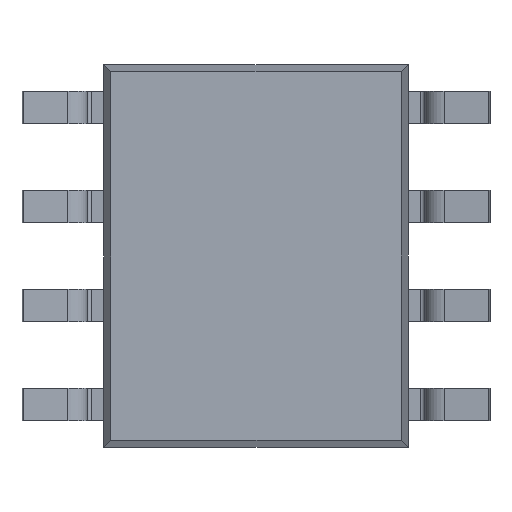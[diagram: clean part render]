
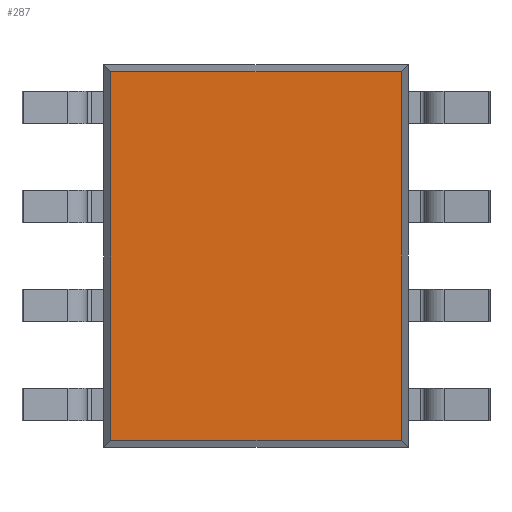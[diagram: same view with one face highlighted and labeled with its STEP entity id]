
A CAD part, front view. The second image highlights one B-rep face of the part: STEP entity #287.
In plain terms, the highlighted planar face has unit normal (0, -1, 0).
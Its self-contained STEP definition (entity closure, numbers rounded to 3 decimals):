
#48 = CARTESIAN_POINT ( 'NONE',  ( 1.86, 0.25, 2.36 ) ) ;
#139 = CARTESIAN_POINT ( 'NONE',  ( 1.86, 0.25, 2.45 ) ) ;
#152 = FACE_OUTER_BOUND ( 'NONE', #1219, .T. ) ;
#287 = ADVANCED_FACE ( 'NONE', ( #152 ), #2281, .T. ) ;
#407 = ORIENTED_EDGE ( 'NONE', *, *, #1068, .T. ) ;
#790 = CARTESIAN_POINT ( 'NONE',  ( 1.95, 0.25, -2.36 ) ) ;
#956 = EDGE_CURVE ( 'NONE', #3183, #1670, #2267, .T. ) ;
#1068 = EDGE_CURVE ( 'NONE', #1516, #3183, #2014, .T. ) ;
#1219 = EDGE_LOOP ( 'NONE', ( #2419, #2880, #2552, #407 ) ) ;
#1280 = LINE ( 'NONE', #1571, #2468 ) ;
#1366 = DIRECTION ( 'NONE',  ( 0., 0., -1. ) ) ;
#1408 = DIRECTION ( 'NONE',  ( 1., 0., 0. ) ) ;
#1444 = CARTESIAN_POINT ( 'NONE',  ( -1.95, 0.25, 2.36 ) ) ;
#1508 = CARTESIAN_POINT ( 'NONE',  ( -1.86, 0.25, 2.36 ) ) ;
#1516 = VERTEX_POINT ( 'NONE', #4028 ) ;
#1571 = CARTESIAN_POINT ( 'NONE',  ( -1.86, 0.25, -2.45 ) ) ;
#1627 = VECTOR ( 'NONE', #1408, 1000. ) ;
#1645 = CARTESIAN_POINT ( 'NONE',  ( 0., 0.25, 0. ) ) ;
#1670 = VERTEX_POINT ( 'NONE', #48 ) ;
#1723 = EDGE_CURVE ( 'NONE', #2671, #1516, #1280, .T. ) ;
#1990 = DIRECTION ( 'NONE',  ( 0., -1., 0. ) ) ;
#2014 = LINE ( 'NONE', #790, #1627 ) ;
#2267 = LINE ( 'NONE', #139, #2911 ) ;
#2281 = PLANE ( 'NONE',  #3256 ) ;
#2326 = DIRECTION ( 'NONE',  ( 0., 0., 1. ) ) ;
#2419 = ORIENTED_EDGE ( 'NONE', *, *, #956, .T. ) ;
#2468 = VECTOR ( 'NONE', #2877, 1000. ) ;
#2552 = ORIENTED_EDGE ( 'NONE', *, *, #1723, .T. ) ;
#2598 = EDGE_CURVE ( 'NONE', #1670, #2671, #2798, .T. ) ;
#2671 = VERTEX_POINT ( 'NONE', #1508 ) ;
#2798 = LINE ( 'NONE', #1444, #3072 ) ;
#2877 = DIRECTION ( 'NONE',  ( 0., 0., -1. ) ) ;
#2880 = ORIENTED_EDGE ( 'NONE', *, *, #2598, .T. ) ;
#2911 = VECTOR ( 'NONE', #2326, 1000. ) ;
#3072 = VECTOR ( 'NONE', #3111, 1000. ) ;
#3111 = DIRECTION ( 'NONE',  ( -1., 0., 0. ) ) ;
#3183 = VERTEX_POINT ( 'NONE', #3323 ) ;
#3256 = AXIS2_PLACEMENT_3D ( 'NONE', #1645, #1990, #1366 ) ;
#3323 = CARTESIAN_POINT ( 'NONE',  ( 1.86, 0.25, -2.36 ) ) ;
#4028 = CARTESIAN_POINT ( 'NONE',  ( -1.86, 0.25, -2.36 ) ) ;
